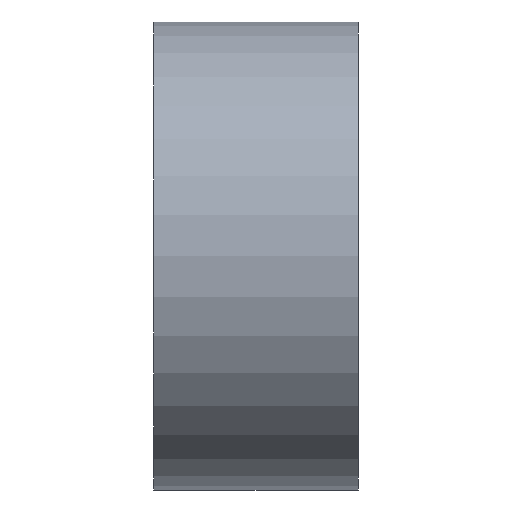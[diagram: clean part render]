
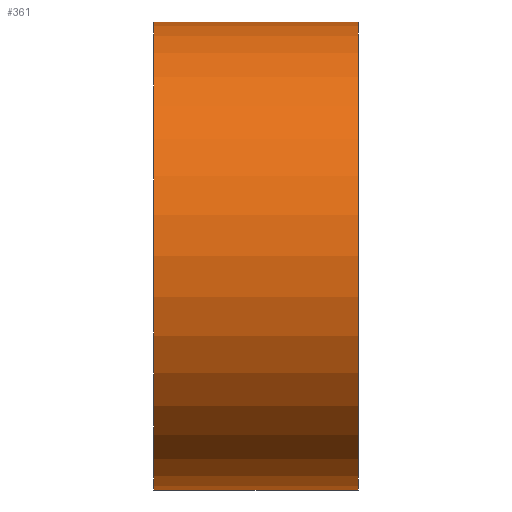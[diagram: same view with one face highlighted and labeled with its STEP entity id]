
A CAD part, left-side view. The second image highlights one B-rep face of the part: STEP entity #361.
In plain terms, the highlighted cylindrical face has radius 32 mm (diameter 64 mm), a partial arc.
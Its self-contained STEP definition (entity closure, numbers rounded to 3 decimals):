
#5 = FACE_OUTER_BOUND ( 'NONE', #315, .T. ) ;
#22 = VECTOR ( 'NONE', #377, 1000. ) ;
#52 = EDGE_CURVE ( 'NONE', #356, #336, #179, .T. ) ;
#80 = VECTOR ( 'NONE', #373, 1000. ) ;
#99 = CIRCLE ( 'NONE', #320, 32. ) ;
#102 = CARTESIAN_POINT ( 'NONE',  ( 0., 0., -32. ) ) ;
#105 = DIRECTION ( 'NONE',  ( 0., -1., 0. ) ) ;
#112 = ORIENTED_EDGE ( 'NONE', *, *, #302, .F. ) ;
#127 = CARTESIAN_POINT ( 'NONE',  ( 0., 28., 0. ) ) ;
#145 = CIRCLE ( 'NONE', #355, 32. ) ;
#155 = EDGE_CURVE ( 'NONE', #207, #356, #99, .T. ) ;
#156 = CARTESIAN_POINT ( 'NONE',  ( 0., 0., 0. ) ) ;
#160 = DIRECTION ( 'NONE',  ( 0., -1., 0. ) ) ;
#172 = CARTESIAN_POINT ( 'NONE',  ( 0., 28., -32. ) ) ;
#179 = LINE ( 'NONE', #102, #22 ) ;
#196 = EDGE_CURVE ( 'NONE', #207, #324, #255, .T. ) ;
#207 = VERTEX_POINT ( 'NONE', #369 ) ;
#212 = ORIENTED_EDGE ( 'NONE', *, *, #52, .T. ) ;
#220 = CARTESIAN_POINT ( 'NONE',  ( 0., 0., 0. ) ) ;
#226 = CARTESIAN_POINT ( 'NONE',  ( 0., 0., 32. ) ) ;
#231 = ORIENTED_EDGE ( 'NONE', *, *, #155, .T. ) ;
#239 = ORIENTED_EDGE ( 'NONE', *, *, #196, .F. ) ;
#255 = LINE ( 'NONE', #335, #80 ) ;
#257 = DIRECTION ( 'NONE',  ( 0., 0., -1. ) ) ;
#266 = DIRECTION ( 'NONE',  ( 0., 0., -1. ) ) ;
#275 = CARTESIAN_POINT ( 'NONE',  ( 0., 0., -32. ) ) ;
#298 = CYLINDRICAL_SURFACE ( 'NONE', #327, 32. ) ;
#302 = EDGE_CURVE ( 'NONE', #324, #336, #145, .T. ) ;
#315 = EDGE_LOOP ( 'NONE', ( #239, #231, #212, #112 ) ) ;
#320 = AXIS2_PLACEMENT_3D ( 'NONE', #127, #160, #368 ) ;
#324 = VERTEX_POINT ( 'NONE', #226 ) ;
#327 = AXIS2_PLACEMENT_3D ( 'NONE', #220, #350, #266 ) ;
#335 = CARTESIAN_POINT ( 'NONE',  ( 0., 0., 32. ) ) ;
#336 = VERTEX_POINT ( 'NONE', #275 ) ;
#350 = DIRECTION ( 'NONE',  ( 0., -1., 0. ) ) ;
#355 = AXIS2_PLACEMENT_3D ( 'NONE', #156, #105, #257 ) ;
#356 = VERTEX_POINT ( 'NONE', #172 ) ;
#361 = ADVANCED_FACE ( 'NONE', ( #5 ), #298, .T. ) ;
#368 = DIRECTION ( 'NONE',  ( 0., 0., -1. ) ) ;
#369 = CARTESIAN_POINT ( 'NONE',  ( 0., 28., 32. ) ) ;
#373 = DIRECTION ( 'NONE',  ( 0., -1., 0. ) ) ;
#377 = DIRECTION ( 'NONE',  ( 0., -1., 0. ) ) ;
